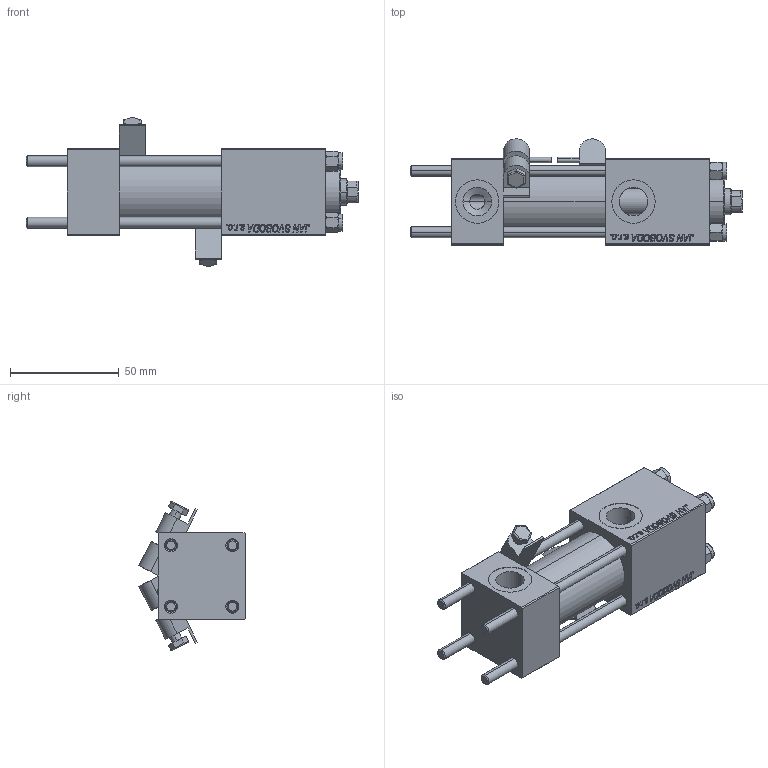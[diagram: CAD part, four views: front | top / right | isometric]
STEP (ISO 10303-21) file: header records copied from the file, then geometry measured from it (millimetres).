
FILE_DESCRIPTION (( 'STEP AP203' ), '1' );
FILE_NAME ('b627.STEP', '2023-08-26T15:44:30', ( '' ), ( '' ), 'SwSTEP 2.0', 'SolidWorks 2019', '' );
FILE_SCHEMA (( 'CONFIG_CONTROL_DESIGN' ));
Length unit declared in the file: millimetre
Products named in the file (7): NUT_M5 f7c57bf8babd45220e7e17b486d1d4e9; V215CR_VCP f7c57bf8babd45220e7e17b486d1d4e9; CR025_012_A_0_G_A_G_M_020_+#_##_TYCINKA f7c57bf8babd45220e7e17b486d1d4e9; b627; V215_VC_A f7c57bf8babd45220e7e17b486d1d4e9; MSRF_MSRG1 f7c57bf8babd45220e7e17b486d1d4e9; V215CR_BODY_A f7c57bf8babd45220e7e17b486d1d4e9
Assembly tree (13 placements, depth 2):
  b627
    V215CR_BODY_A f7c57bf8babd45220e7e17b486d1d4e9
    CR025_012_A_0_G_A_G_M_020_+#_##_TYCINKA f7c57bf8babd45220e7e17b486d1d4e9  x4
    NUT_M5 f7c57bf8babd45220e7e17b486d1d4e9  x4
    V215CR_VCP f7c57bf8babd45220e7e17b486d1d4e9
    V215_VC_A f7c57bf8babd45220e7e17b486d1d4e9
    MSRF_MSRG1 f7c57bf8babd45220e7e17b486d1d4e9  x2
Bounding box: 153 x 48.93 x 68.7 mm (x, y, z)
Volume: 151725.3 mm3; surface area: 63022.8 mm2
Topology: 13 solids, 13 shells, 1195 faces, 2997 edges, 1941 vertices
Faces by surface type: plane 553, bspline 392, cone 136, cylinder 106, torus 8
Entity records: 50851 total; most frequent: CARTESIAN_POINT 27211, ORIENTED_EDGE 5336, DIRECTION 3372, EDGE_CURVE 2668, VERTEX_POINT 1749, LINE 1632, VECTOR 1632, EDGE_LOOP 1173
